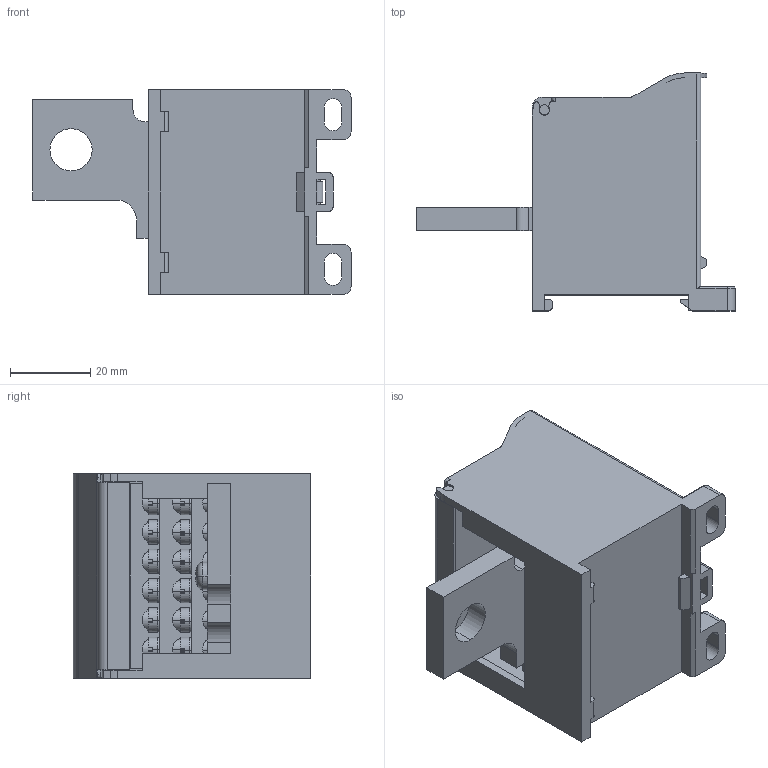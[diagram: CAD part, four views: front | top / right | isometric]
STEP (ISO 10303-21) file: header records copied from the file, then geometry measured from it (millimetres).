
FILE_DESCRIPTION((''),'2;1');
FILE_NAME('5YB576377_ASM','2023-12-02T',('dell'),(''),'PRO/ENGINEER BY PARAMETRIC TECHNOLOGY CORPORATION, 2013230','PRO/ENGINEER BY PARAMETRIC TECHNOLOGY CORPORATION, 2013230','');
FILE_SCHEMA(('AUTOMOTIVE_DESIGN { 1 0 10303 214 1 1 1 1 }'));
Length unit declared in the file: millimetre
Products named in the file (1): 5YB576377_ASM
Bounding box: 79.2 x 59.2 x 51 mm (x, y, z)
Volume: 70726.7 mm3; surface area: 37456.8 mm2
Topology: 1 solids, 4 shells, 1011 faces, 3036 edges, 1949 vertices
Faces by surface type: plane 431, cylinder 360, cone 132, torus 48, sphere 38, bspline 2
Entity records: 42918 total; most frequent: CARTESIAN_POINT 9539, ORIENTED_EDGE 5976, DIRECTION 5669, EDGE_CURVE 2988, AXIS2_PLACEMENT_3D 2071, VERTEX_POINT 1949, VECTOR 1527, LINE 1527
